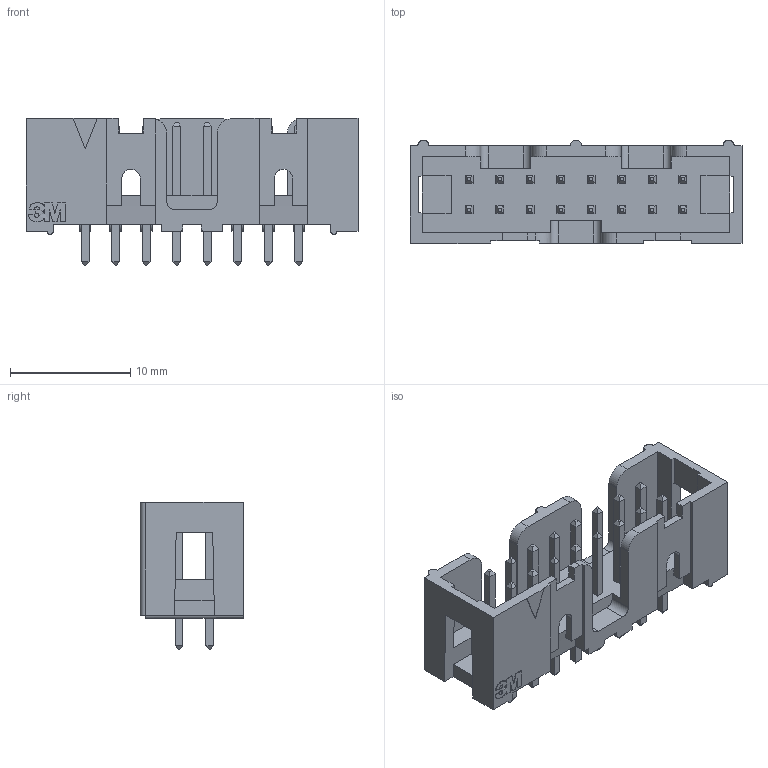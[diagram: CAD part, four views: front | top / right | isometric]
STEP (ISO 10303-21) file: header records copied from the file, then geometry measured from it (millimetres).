
FILE_DESCRIPTION((''),'2;1');
FILE_NAME('3M_2516-6002RB.stp','2008-05-14T18:53:25',(''),(''),'Mechanical Desktop 2008','Mechanical Desktop 2008',', , ');
FILE_SCHEMA(('AUTOMOTIVE_DESIGN { 1 2 10303 214 1 1 1 1 }'));
Length unit declared in the file: millimetre
Products named in the file (1): Product
Bounding box: 27.64 x 8.64 x 12.24 mm (x, y, z)
Volume: 822.6 mm3; surface area: 1826.7 mm2
Topology: 33 solids, 33 shells, 514 faces, 1218 edges, 774 vertices
Faces by surface type: plane 381, bspline 100, cylinder 33
Entity records: 15106 total; most frequent: CARTESIAN_POINT 4703, ORIENTED_EDGE 2436, DIRECTION 1470, EDGE_CURVE 1218, VERTEX_POINT 774, VECTOR 640, LINE 640, QUASI_UNIFORM_CURVE 561
